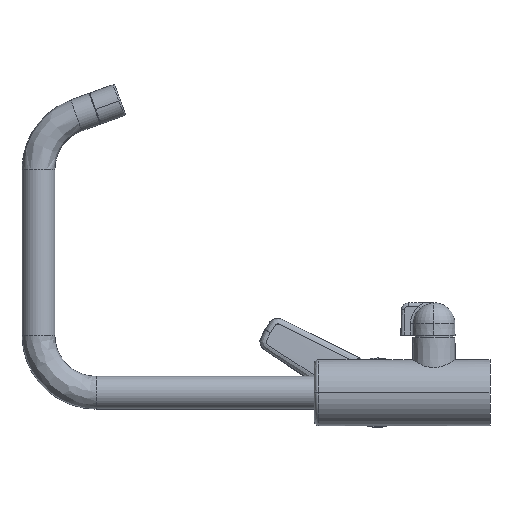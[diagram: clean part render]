
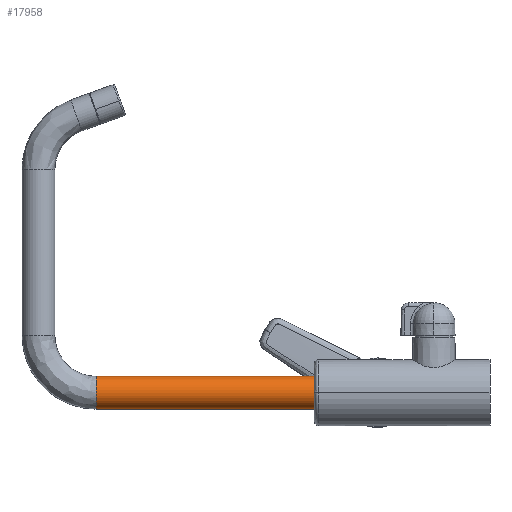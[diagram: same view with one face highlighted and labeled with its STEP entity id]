
A CAD part, left-side view. The second image highlights one B-rep face of the part: STEP entity #17958.
In plain terms, the highlighted cylindrical face has radius 11.4 mm (diameter 22.8 mm), a partial arc.
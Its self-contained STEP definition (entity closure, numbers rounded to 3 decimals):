
#296 = VERTEX_POINT ( 'NONE', #8738 ) ;
#637 = ORIENTED_EDGE ( 'NONE', *, *, #11810, .F. ) ;
#1638 = CARTESIAN_POINT ( 'NONE',  ( -109.232, 481.582, 425.859 ) ) ;
#2697 = ORIENTED_EDGE ( 'NONE', *, *, #11261, .T. ) ;
#2786 = DIRECTION ( 'NONE',  ( 0., -1., 0. ) ) ;
#3683 = EDGE_CURVE ( 'NONE', #12657, #10126, #18440, .T. ) ;
#4262 = CARTESIAN_POINT ( 'NONE',  ( -109.232, 481.582, 414.459 ) ) ;
#4264 = VECTOR ( 'NONE', #6439, 1000. ) ;
#5215 = CIRCLE ( 'NONE', #7984, 11.4 ) ;
#5903 = AXIS2_PLACEMENT_3D ( 'NONE', #19519, #19450, #19377 ) ;
#6136 = DIRECTION ( 'NONE',  ( 0., -1., 0. ) ) ;
#6356 = AXIS2_PLACEMENT_3D ( 'NONE', #12044, #13798, #9231 ) ;
#6439 = DIRECTION ( 'NONE',  ( 0., -1., 0. ) ) ;
#7071 = CARTESIAN_POINT ( 'NONE',  ( -109.232, 329.982, 403.059 ) ) ;
#7858 = FACE_OUTER_BOUND ( 'NONE', #18666, .T. ) ;
#7984 = AXIS2_PLACEMENT_3D ( 'NONE', #4262, #2786, #13321 ) ;
#8738 = CARTESIAN_POINT ( 'NONE',  ( -109.232, 481.582, 425.859 ) ) ;
#9214 = CARTESIAN_POINT ( 'NONE',  ( -109.232, 481.582, 403.059 ) ) ;
#9231 = DIRECTION ( 'NONE',  ( 0., 0., -1. ) ) ;
#9317 = LINE ( 'NONE', #9214, #4264 ) ;
#9869 = ORIENTED_EDGE ( 'NONE', *, *, #18698, .T. ) ;
#10126 = VERTEX_POINT ( 'NONE', #7071 ) ;
#10982 = CYLINDRICAL_SURFACE ( 'NONE', #6356, 11.4 ) ;
#11252 = LINE ( 'NONE', #1638, #18435 ) ;
#11261 = EDGE_CURVE ( 'NONE', #296, #16850, #5215, .T. ) ;
#11810 = EDGE_CURVE ( 'NONE', #296, #12657, #11252, .T. ) ;
#12044 = CARTESIAN_POINT ( 'NONE',  ( -109.232, 481.582, 414.459 ) ) ;
#12657 = VERTEX_POINT ( 'NONE', #19491 ) ;
#13321 = DIRECTION ( 'NONE',  ( 0., 0., -1. ) ) ;
#13798 = DIRECTION ( 'NONE',  ( 0., -1., 0. ) ) ;
#16850 = VERTEX_POINT ( 'NONE', #18298 ) ;
#17958 = ADVANCED_FACE ( 'NONE', ( #7858 ), #10982, .T. ) ;
#18012 = ORIENTED_EDGE ( 'NONE', *, *, #3683, .F. ) ;
#18298 = CARTESIAN_POINT ( 'NONE',  ( -109.232, 481.582, 403.059 ) ) ;
#18435 = VECTOR ( 'NONE', #6136, 1000. ) ;
#18440 = CIRCLE ( 'NONE', #5903, 11.4 ) ;
#18666 = EDGE_LOOP ( 'NONE', ( #637, #2697, #9869, #18012 ) ) ;
#18698 = EDGE_CURVE ( 'NONE', #16850, #10126, #9317, .T. ) ;
#19377 = DIRECTION ( 'NONE',  ( 0., 0., 1. ) ) ;
#19450 = DIRECTION ( 'NONE',  ( 0., -1., 0. ) ) ;
#19491 = CARTESIAN_POINT ( 'NONE',  ( -109.232, 329.982, 425.859 ) ) ;
#19519 = CARTESIAN_POINT ( 'NONE',  ( -109.232, 329.982, 414.459 ) ) ;
